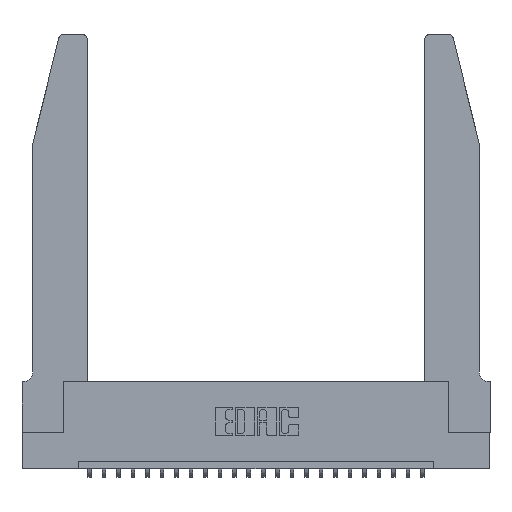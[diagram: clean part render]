
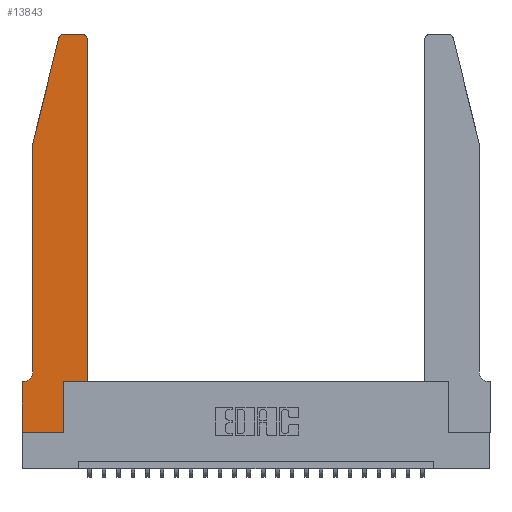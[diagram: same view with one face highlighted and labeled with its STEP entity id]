
A CAD part, top view. The second image highlights one B-rep face of the part: STEP entity #13843.
In plain terms, the highlighted planar face has unit normal (0, 0, 1).
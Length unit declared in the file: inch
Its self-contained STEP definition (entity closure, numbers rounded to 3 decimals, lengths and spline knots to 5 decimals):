
#581 = DIRECTION ( 'NONE',  ( 1., 0., 0. ) ) ;
#665 = VERTEX_POINT ( 'NONE', #22521 ) ;
#673 = CARTESIAN_POINT ( 'NONE',  ( 0., 0., 0.37 ) ) ;
#799 = DIRECTION ( 'NONE',  ( -1., 0., 0. ) ) ;
#1037 = VECTOR ( 'NONE', #5306, 39.37008 ) ;
#1099 = LINE ( 'NONE', #15089, #15758 ) ;
#1586 = CARTESIAN_POINT ( 'NONE',  ( 0.0755, 2., 0.37 ) ) ;
#1636 = CIRCLE ( 'NONE', #19006, 0.07 ) ;
#1812 = EDGE_CURVE ( 'NONE', #8370, #25257, #1636, .T. ) ;
#1842 = EDGE_CURVE ( 'NONE', #20110, #20303, #9590, .T. ) ;
#1857 = EDGE_CURVE ( 'NONE', #22495, #11436, #8983, .T. ) ;
#2027 = EDGE_CURVE ( 'NONE', #15102, #7926, #7756, .T. ) ;
#2300 = AXIS2_PLACEMENT_3D ( 'NONE', #16533, #22321, #6958 ) ;
#2407 = CIRCLE ( 'NONE', #18437, 0.03 ) ;
#2577 = CARTESIAN_POINT ( 'NONE',  ( 0.284, 2.75, 0.37 ) ) ;
#3263 = ORIENTED_EDGE ( 'NONE', *, *, #4692, .T. ) ;
#3318 = CARTESIAN_POINT ( 'NONE',  ( 0.0055, 0.35, 0.37 ) ) ;
#3407 = CARTESIAN_POINT ( 'NONE',  ( 0.2865, 0.35, 0.37 ) ) ;
#3598 = CARTESIAN_POINT ( 'NONE',  ( 0.2865, 0.35, 0.37 ) ) ;
#4692 = EDGE_CURVE ( 'NONE', #11436, #665, #10095, .T. ) ;
#5306 = DIRECTION ( 'NONE',  ( 0., 1., 0. ) ) ;
#5405 = EDGE_CURVE ( 'NONE', #21291, #16303, #2407, .T. ) ;
#5723 = CARTESIAN_POINT ( 'NONE',  ( 0.0755, 2., 0.37 ) ) ;
#6714 = PLANE ( 'NONE',  #2300 ) ;
#6802 = EDGE_CURVE ( 'NONE', #25257, #20110, #1099, .T. ) ;
#6958 = DIRECTION ( 'NONE',  ( 1., 0., 0. ) ) ;
#7142 = VECTOR ( 'NONE', #24580, 39.37008 ) ;
#7187 = DIRECTION ( 'NONE',  ( 0., -1., 0. ) ) ;
#7234 = CARTESIAN_POINT ( 'NONE',  ( 0.25487, 2.72718, 0.37 ) ) ;
#7384 = DIRECTION ( 'NONE',  ( 0., 0., 1. ) ) ;
#7756 = LINE ( 'NONE', #3598, #1037 ) ;
#7926 = VERTEX_POINT ( 'NONE', #3407 ) ;
#8370 = VERTEX_POINT ( 'NONE', #13106 ) ;
#8515 = LINE ( 'NONE', #1586, #15807 ) ;
#8983 = LINE ( 'NONE', #22564, #13507 ) ;
#9068 = CARTESIAN_POINT ( 'NONE',  ( 0., 0., 0.37 ) ) ;
#9434 = LINE ( 'NONE', #12248, #12487 ) ;
#9559 = LINE ( 'NONE', #12801, #15329 ) ;
#9588 = ORIENTED_EDGE ( 'NONE', *, *, #16806, .T. ) ;
#9590 = LINE ( 'NONE', #9068, #7142 ) ;
#10095 = CIRCLE ( 'NONE', #13981, 0.03 ) ;
#10236 = ORIENTED_EDGE ( 'NONE', *, *, #10977, .T. ) ;
#10577 = EDGE_CURVE ( 'NONE', #16303, #11649, #8515, .T. ) ;
#10600 = ORIENTED_EDGE ( 'NONE', *, *, #16525, .T. ) ;
#10688 = LINE ( 'NONE', #10690, #15860 ) ;
#10690 = CARTESIAN_POINT ( 'NONE',  ( 0.4505, 0.35, 0.37 ) ) ;
#10815 = DIRECTION ( 'NONE',  ( 0., 0., 1. ) ) ;
#10977 = EDGE_CURVE ( 'NONE', #665, #21291, #9434, .T. ) ;
#11293 = VECTOR ( 'NONE', #581, 39.37008 ) ;
#11436 = VERTEX_POINT ( 'NONE', #25058 ) ;
#11649 = VERTEX_POINT ( 'NONE', #5723 ) ;
#11691 = ORIENTED_EDGE ( 'NONE', *, *, #6802, .T. ) ;
#11962 = CARTESIAN_POINT ( 'NONE',  ( 0., 0., 0.37 ) ) ;
#12248 = CARTESIAN_POINT ( 'NONE',  ( 0.2605, 2.75, 0.37 ) ) ;
#12487 = VECTOR ( 'NONE', #22750, 39.37008 ) ;
#12801 = CARTESIAN_POINT ( 'NONE',  ( 0.0755, 2., 0.37 ) ) ;
#13106 = CARTESIAN_POINT ( 'NONE',  ( 0.0755, 0.42, 0.37 ) ) ;
#13507 = VECTOR ( 'NONE', #14920, 39.37008 ) ;
#13843 = ADVANCED_FACE ( 'NONE', ( #15671 ), #6714, .T. ) ;
#13952 = EDGE_LOOP ( 'NONE', ( #10236, #14312, #22528, #17423, #20310, #11691, #17853, #10600, #19527, #9588, #14410, #3263 ) ) ;
#13981 = AXIS2_PLACEMENT_3D ( 'NONE', #21106, #7384, #15020 ) ;
#14312 = ORIENTED_EDGE ( 'NONE', *, *, #5405, .T. ) ;
#14410 = ORIENTED_EDGE ( 'NONE', *, *, #1857, .T. ) ;
#14585 = DIRECTION ( 'NONE',  ( 1., 0., 0. ) ) ;
#14730 = CARTESIAN_POINT ( 'NONE',  ( 0., 0.35, 0.37 ) ) ;
#14920 = DIRECTION ( 'NONE',  ( 0., 1., 0. ) ) ;
#15020 = DIRECTION ( 'NONE',  ( 1., 0., 0. ) ) ;
#15089 = CARTESIAN_POINT ( 'NONE',  ( 0.0755, 0.35, 0.37 ) ) ;
#15102 = VERTEX_POINT ( 'NONE', #17311 ) ;
#15329 = VECTOR ( 'NONE', #7187, 39.37008 ) ;
#15671 = FACE_OUTER_BOUND ( 'NONE', #13952, .T. ) ;
#15758 = VECTOR ( 'NONE', #24655, 39.37008 ) ;
#15807 = VECTOR ( 'NONE', #24947, 39.37008 ) ;
#15860 = VECTOR ( 'NONE', #14585, 39.37008 ) ;
#16303 = VERTEX_POINT ( 'NONE', #7234 ) ;
#16525 = EDGE_CURVE ( 'NONE', #20303, #15102, #17096, .T. ) ;
#16533 = CARTESIAN_POINT ( 'NONE',  ( 0., 0.35, 0.37 ) ) ;
#16806 = EDGE_CURVE ( 'NONE', #7926, #22495, #10688, .T. ) ;
#17096 = LINE ( 'NONE', #673, #11293 ) ;
#17311 = CARTESIAN_POINT ( 'NONE',  ( 0.2865, 0., 0.37 ) ) ;
#17423 = ORIENTED_EDGE ( 'NONE', *, *, #24652, .T. ) ;
#17853 = ORIENTED_EDGE ( 'NONE', *, *, #1842, .T. ) ;
#18437 = AXIS2_PLACEMENT_3D ( 'NONE', #21898, #10815, #20461 ) ;
#19006 = AXIS2_PLACEMENT_3D ( 'NONE', #24227, #24052, #799 ) ;
#19527 = ORIENTED_EDGE ( 'NONE', *, *, #2027, .T. ) ;
#20110 = VERTEX_POINT ( 'NONE', #14730 ) ;
#20303 = VERTEX_POINT ( 'NONE', #11962 ) ;
#20310 = ORIENTED_EDGE ( 'NONE', *, *, #1812, .T. ) ;
#20461 = DIRECTION ( 'NONE',  ( 1., 0., 0. ) ) ;
#21106 = CARTESIAN_POINT ( 'NONE',  ( 0.4205, 2.72, 0.37 ) ) ;
#21291 = VERTEX_POINT ( 'NONE', #2577 ) ;
#21898 = CARTESIAN_POINT ( 'NONE',  ( 0.284, 2.72, 0.37 ) ) ;
#22321 = DIRECTION ( 'NONE',  ( 0., 0., 1. ) ) ;
#22495 = VERTEX_POINT ( 'NONE', #23730 ) ;
#22521 = CARTESIAN_POINT ( 'NONE',  ( 0.4205, 2.75, 0.37 ) ) ;
#22528 = ORIENTED_EDGE ( 'NONE', *, *, #10577, .T. ) ;
#22564 = CARTESIAN_POINT ( 'NONE',  ( 0.4505, 0.35, 0.37 ) ) ;
#22750 = DIRECTION ( 'NONE',  ( -1., 0., 0. ) ) ;
#23730 = CARTESIAN_POINT ( 'NONE',  ( 0.4505, 0.35, 0.37 ) ) ;
#24052 = DIRECTION ( 'NONE',  ( 0., 0., -1. ) ) ;
#24227 = CARTESIAN_POINT ( 'NONE',  ( 0.0055, 0.42, 0.37 ) ) ;
#24580 = DIRECTION ( 'NONE',  ( 0., -1., 0. ) ) ;
#24652 = EDGE_CURVE ( 'NONE', #11649, #8370, #9559, .T. ) ;
#24655 = DIRECTION ( 'NONE',  ( -1., 0., 0. ) ) ;
#24947 = DIRECTION ( 'NONE',  ( -0.239, -0.971, 0. ) ) ;
#25058 = CARTESIAN_POINT ( 'NONE',  ( 0.4505, 2.72, 0.37 ) ) ;
#25257 = VERTEX_POINT ( 'NONE', #3318 ) ;
